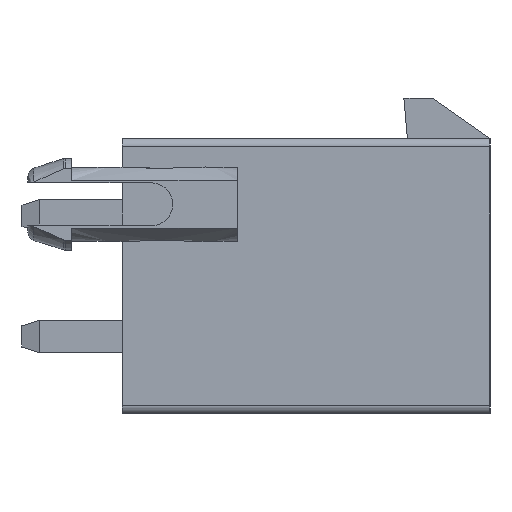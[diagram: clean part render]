
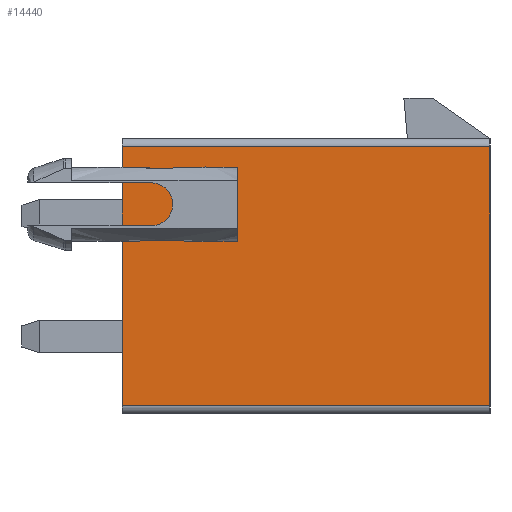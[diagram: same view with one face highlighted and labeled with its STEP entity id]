
A CAD part, left-side view. The second image highlights one B-rep face of the part: STEP entity #14440.
In plain terms, the highlighted planar face has unit normal (-1, 0, 0).
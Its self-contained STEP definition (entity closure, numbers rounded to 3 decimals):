
#13059=CARTESIAN_POINT('',(-21.6,0.,4.5));
#13060=VERTEX_POINT('',#13059);
#13068=CARTESIAN_POINT('',(-21.6,0.,-4.5));
#13069=VERTEX_POINT('',#13068);
#13070=CARTESIAN_POINT('',(-21.6,0.,4.5));
#13071=DIRECTION('',(0.,0.,-1.));
#13072=VECTOR('',#13071,9.);
#13073=LINE('',#13070,#13072);
#13074=EDGE_CURVE('',#13060,#13069,#13073,.T.);
#13259=CARTESIAN_POINT('',(-21.6,12.8,-4.5));
#13260=VERTEX_POINT('',#13259);
#13268=CARTESIAN_POINT('',(-21.6,12.8,4.5));
#13269=VERTEX_POINT('',#13268);
#13270=CARTESIAN_POINT('',(-21.6,12.8,-4.5));
#13271=DIRECTION('',(0.,0.,1.));
#13272=VECTOR('',#13271,9.);
#13273=LINE('',#13270,#13272);
#13274=EDGE_CURVE('',#13260,#13269,#13273,.T.);
#14338=CARTESIAN_POINT('',(-21.6,12.8,4.5));
#14339=DIRECTION('',(0.,-1.,0.));
#14340=VECTOR('',#14339,12.8);
#14341=LINE('',#14338,#14340);
#14342=EDGE_CURVE('',#13269,#13060,#14341,.T.);
#14373=CARTESIAN_POINT('',(-21.6,0.,-4.5));
#14374=DIRECTION('',(0.,1.,0.));
#14375=VECTOR('',#14374,12.8);
#14376=LINE('',#14373,#14375);
#14377=EDGE_CURVE('',#13069,#13260,#14376,.T.);
#14395=CARTESIAN_POINT('',(-21.6,6.4,0.));
#14396=DIRECTION('',(0.,-1.,0.));
#14397=DIRECTION('',(-1.,0.,0.));
#14398=AXIS2_PLACEMENT_3D('',#14395,#14397,#14396);
#14399=PLANE('',#14398);
#14400=ORIENTED_EDGE('',*,*,#14377,.F.);
#14401=ORIENTED_EDGE('',*,*,#13074,.F.);
#14402=ORIENTED_EDGE('',*,*,#14342,.F.);
#14403=ORIENTED_EDGE('',*,*,#13274,.F.);
#14404=EDGE_LOOP('',(#14400,#14401,#14402,#14403));
#14405=FACE_OUTER_BOUND('',#14404,.T.);
#14406=CARTESIAN_POINT('',(-21.6,8.8,3.692));
#14407=VERTEX_POINT('',#14406);
#14408=CARTESIAN_POINT('',(-21.6,8.8,1.308));
#14409=VERTEX_POINT('',#14408);
#14410=CARTESIAN_POINT('',(-21.6,8.8,3.692));
#14411=DIRECTION('',(0.,0.,-1.));
#14412=VECTOR('',#14411,2.384);
#14413=LINE('',#14410,#14412);
#14414=EDGE_CURVE('',#14407,#14409,#14413,.T.);
#14415=ORIENTED_EDGE('',*,*,#14414,.T.);
#14416=CARTESIAN_POINT('',(-21.6,11.05,1.308));
#14417=VERTEX_POINT('',#14416);
#14418=CARTESIAN_POINT('',(-21.6,8.8,1.308));
#14419=DIRECTION('',(0.,1.,0.));
#14420=VECTOR('',#14419,2.25);
#14421=LINE('',#14418,#14420);
#14422=EDGE_CURVE('',#14409,#14417,#14421,.T.);
#14423=ORIENTED_EDGE('',*,*,#14422,.T.);
#14424=CARTESIAN_POINT('',(-21.6,11.05,3.692));
#14425=VERTEX_POINT('',#14424);
#14426=CARTESIAN_POINT('',(-21.6,11.05,1.308));
#14427=DIRECTION('',(0.,0.,1.));
#14428=VECTOR('',#14427,2.384);
#14429=LINE('',#14426,#14428);
#14430=EDGE_CURVE('',#14417,#14425,#14429,.T.);
#14431=ORIENTED_EDGE('',*,*,#14430,.T.);
#14432=CARTESIAN_POINT('',(-21.6,11.05,3.692));
#14433=DIRECTION('',(0.,-1.,0.));
#14434=VECTOR('',#14433,2.25);
#14435=LINE('',#14432,#14434);
#14436=EDGE_CURVE('',#14425,#14407,#14435,.T.);
#14437=ORIENTED_EDGE('',*,*,#14436,.T.);
#14438=EDGE_LOOP('',(#14415,#14423,#14431,#14437));
#14439=FACE_BOUND('',#14438,.T.);
#14440=ADVANCED_FACE('',(#14405,#14439),#14399,.T.);
